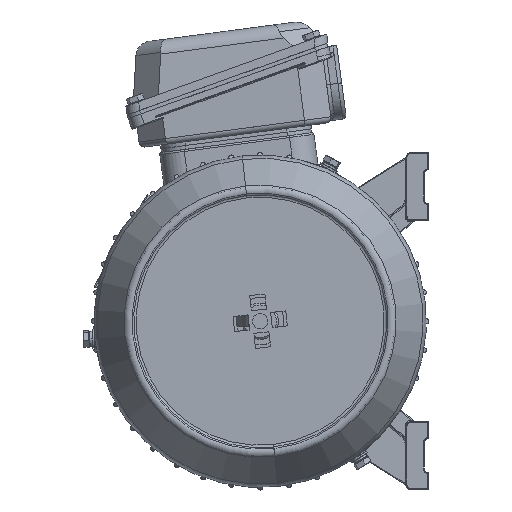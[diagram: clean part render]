
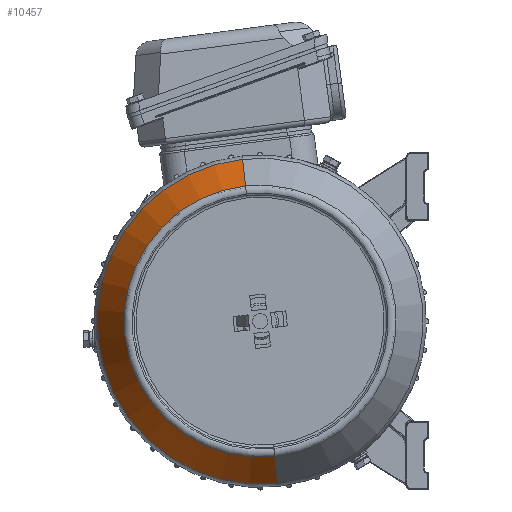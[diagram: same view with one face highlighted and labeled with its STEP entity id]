
A CAD part, left-side view. The second image highlights one B-rep face of the part: STEP entity #10457.
In plain terms, the highlighted conical face has half-angle 30 degrees and reference radius 85.931 mm.
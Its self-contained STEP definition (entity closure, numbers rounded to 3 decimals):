
#1066 = VERTEX_POINT ( 'NONE', #74795 ) ;
#5314 = DIRECTION ( 'NONE',  ( 0., 0., -1. ) ) ;
#6434 = LINE ( 'NONE', #57541, #42814 ) ;
#6687 = EDGE_CURVE ( 'NONE', #74208, #32677, #35960, .T. ) ;
#8692 = CARTESIAN_POINT ( 'NONE',  ( -68.274, 0., -85.932 ) ) ;
#9546 = AXIS2_PLACEMENT_3D ( 'NONE', #34980, #58160, #5314 ) ;
#10457 = ADVANCED_FACE ( 'NONE', ( #32618 ), #34510, .T. ) ;
#13002 = EDGE_LOOP ( 'NONE', ( #13010, #44705, #70203, #45955 ) ) ;
#13010 = ORIENTED_EDGE ( 'NONE', *, *, #73063, .F. ) ;
#13546 = DIRECTION ( 'NONE',  ( 0., 0., 1. ) ) ;
#21349 = CARTESIAN_POINT ( 'NONE',  ( -92.8, 0., 71.771 ) ) ;
#22802 = CARTESIAN_POINT ( 'NONE',  ( -68.274, 0., -85.932 ) ) ;
#25316 = DIRECTION ( 'NONE',  ( 0., 0., 1. ) ) ;
#31776 = CARTESIAN_POINT ( 'NONE',  ( -92.8, 0., 0. ) ) ;
#32618 = FACE_OUTER_BOUND ( 'NONE', #13002, .T. ) ;
#32677 = VERTEX_POINT ( 'NONE', #8692 ) ;
#34115 = VECTOR ( 'NONE', #47240, 1000. ) ;
#34510 = CONICAL_SURFACE ( 'NONE', #9546, 85.932, 0.524 ) ;
#34980 = CARTESIAN_POINT ( 'NONE',  ( -68.274, 0., 0. ) ) ;
#35960 = LINE ( 'NONE', #22802, #34115 ) ;
#36237 = CARTESIAN_POINT ( 'NONE',  ( -92.8, 0., -71.771 ) ) ;
#42814 = VECTOR ( 'NONE', #57276, 1000. ) ;
#44464 = AXIS2_PLACEMENT_3D ( 'NONE', #31776, #56007, #25316 ) ;
#44504 = CIRCLE ( 'NONE', #45744, 85.932 ) ;
#44705 = ORIENTED_EDGE ( 'NONE', *, *, #63065, .T. ) ;
#45744 = AXIS2_PLACEMENT_3D ( 'NONE', #48984, #54460, #13546 ) ;
#45955 = ORIENTED_EDGE ( 'NONE', *, *, #6687, .F. ) ;
#47240 = DIRECTION ( 'NONE',  ( 0.866, 0., -0.5 ) ) ;
#48984 = CARTESIAN_POINT ( 'NONE',  ( -68.274, 0., 0. ) ) ;
#51809 = VERTEX_POINT ( 'NONE', #21349 ) ;
#54460 = DIRECTION ( 'NONE',  ( -1., 0., 0. ) ) ;
#56007 = DIRECTION ( 'NONE',  ( -1., 0., 0. ) ) ;
#56827 = EDGE_CURVE ( 'NONE', #1066, #32677, #44504, .T. ) ;
#57276 = DIRECTION ( 'NONE',  ( 0.866, 0., 0.5 ) ) ;
#57541 = CARTESIAN_POINT ( 'NONE',  ( -68.274, 0., 85.932 ) ) ;
#58160 = DIRECTION ( 'NONE',  ( 1., 0., 0. ) ) ;
#63065 = EDGE_CURVE ( 'NONE', #51809, #1066, #6434, .T. ) ;
#66090 = CIRCLE ( 'NONE', #44464, 71.771 ) ;
#70203 = ORIENTED_EDGE ( 'NONE', *, *, #56827, .T. ) ;
#73063 = EDGE_CURVE ( 'NONE', #51809, #74208, #66090, .T. ) ;
#74208 = VERTEX_POINT ( 'NONE', #36237 ) ;
#74795 = CARTESIAN_POINT ( 'NONE',  ( -68.274, 0., 85.932 ) ) ;
